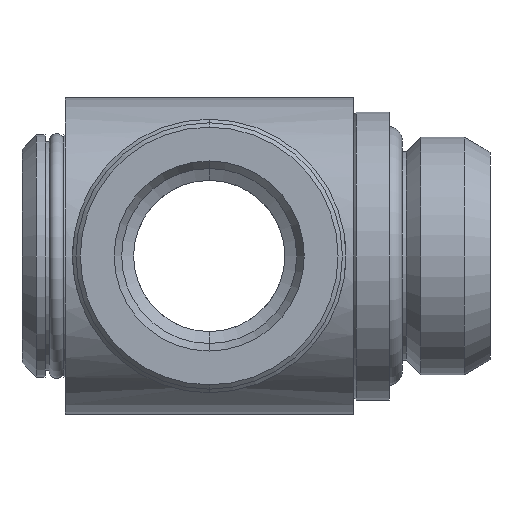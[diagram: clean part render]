
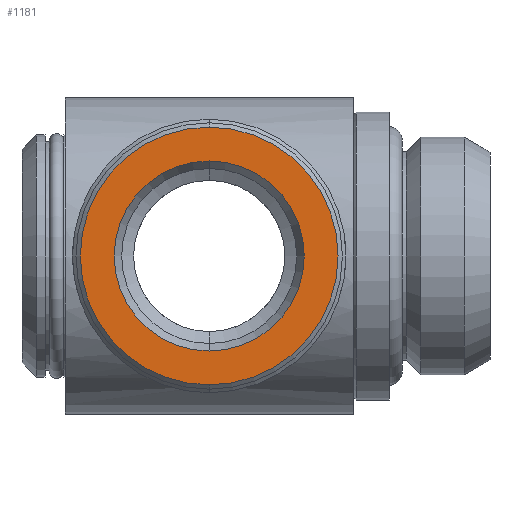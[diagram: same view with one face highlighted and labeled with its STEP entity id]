
A CAD part, left-side view. The second image highlights one B-rep face of the part: STEP entity #1181.
In plain terms, the highlighted planar face has unit normal (-1, 0, 0).
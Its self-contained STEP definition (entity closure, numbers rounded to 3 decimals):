
#19 = VERTEX_POINT ( 'NONE', #1374 ) ;
#30 = VERTEX_POINT ( 'NONE', #1517 ) ;
#36 = EDGE_CURVE ( 'NONE', #19, #30, #1490, .T. ) ;
#65 = EDGE_CURVE ( 'NONE', #102, #101, #1710, .T. ) ;
#101 = VERTEX_POINT ( 'NONE', #1809 ) ;
#102 = VERTEX_POINT ( 'NONE', #1808 ) ;
#1149 = EDGE_CURVE ( 'NONE', #101, #102, #4654, .T. ) ;
#1150 = EDGE_LOOP ( 'NONE', ( #1152, #1180 ) ) ;
#1151 = EDGE_CURVE ( 'NONE', #30, #19, #4621, .T. ) ;
#1152 = ORIENTED_EDGE ( 'NONE', *, *, #65, .T. ) ;
#1178 = ORIENTED_EDGE ( 'NONE', *, *, #36, .F. ) ;
#1179 = ORIENTED_EDGE ( 'NONE', *, *, #1151, .F. ) ;
#1180 = ORIENTED_EDGE ( 'NONE', *, *, #1149, .T. ) ;
#1181 = ADVANCED_FACE ( 'NONE', ( #3572, #3577 ), #3570, .T. ) ;
#1182 = EDGE_LOOP ( 'NONE', ( #1178, #1179 ) ) ;
#1374 = CARTESIAN_POINT ( 'NONE',  ( -29.4, 19.5, -8.95 ) ) ;
#1490 = CIRCLE ( 'NONE', #1513, 8.95 ) ;
#1510 = DIRECTION ( 'NONE',  ( 1., 0., 0. ) ) ;
#1511 = CARTESIAN_POINT ( 'NONE',  ( -29.4, 19.5, 0. ) ) ;
#1513 = AXIS2_PLACEMENT_3D ( 'NONE', #1511, #1510, #1537 ) ;
#1517 = CARTESIAN_POINT ( 'NONE',  ( -29.4, 19.5, 8.95 ) ) ;
#1537 = DIRECTION ( 'NONE',  ( 0., 0., -1. ) ) ;
#1661 = DIRECTION ( 'NONE',  ( 0., 0., -1. ) ) ;
#1662 = DIRECTION ( 'NONE',  ( 1., 0., 0. ) ) ;
#1708 = CARTESIAN_POINT ( 'NONE',  ( -29.4, 19.5, 0. ) ) ;
#1709 = AXIS2_PLACEMENT_3D ( 'NONE', #1708, #1662, #1661 ) ;
#1710 = CIRCLE ( 'NONE', #1709, 6.6 ) ;
#1808 = CARTESIAN_POINT ( 'NONE',  ( -29.4, 19.5, 6.6 ) ) ;
#1809 = CARTESIAN_POINT ( 'NONE',  ( -29.4, 19.5, -6.6 ) ) ;
#3547 = AXIS2_PLACEMENT_3D ( 'NONE', #3567, #3579, #3587 ) ;
#3567 = CARTESIAN_POINT ( 'NONE',  ( -29.4, 28.45, 0. ) ) ;
#3570 = PLANE ( 'NONE',  #3547 ) ;
#3572 = FACE_BOUND ( 'NONE', #1150, .T. ) ;
#3577 = FACE_OUTER_BOUND ( 'NONE', #1182, .T. ) ;
#3579 = DIRECTION ( 'NONE',  ( -1., 0., 0. ) ) ;
#3587 = DIRECTION ( 'NONE',  ( 0., 0., 1. ) ) ;
#4621 = CIRCLE ( 'NONE', #4625, 8.95 ) ;
#4625 = AXIS2_PLACEMENT_3D ( 'NONE', #4632, #4657, #4649 ) ;
#4626 = DIRECTION ( 'NONE',  ( 1., 0., 0. ) ) ;
#4629 = DIRECTION ( 'NONE',  ( 0., 0., -1. ) ) ;
#4632 = CARTESIAN_POINT ( 'NONE',  ( -29.4, 19.5, 0. ) ) ;
#4637 = CARTESIAN_POINT ( 'NONE',  ( -29.4, 19.5, 0. ) ) ;
#4646 = AXIS2_PLACEMENT_3D ( 'NONE', #4637, #4626, #4629 ) ;
#4649 = DIRECTION ( 'NONE',  ( 0., 0., -1. ) ) ;
#4654 = CIRCLE ( 'NONE', #4646, 6.6 ) ;
#4657 = DIRECTION ( 'NONE',  ( 1., 0., 0. ) ) ;
